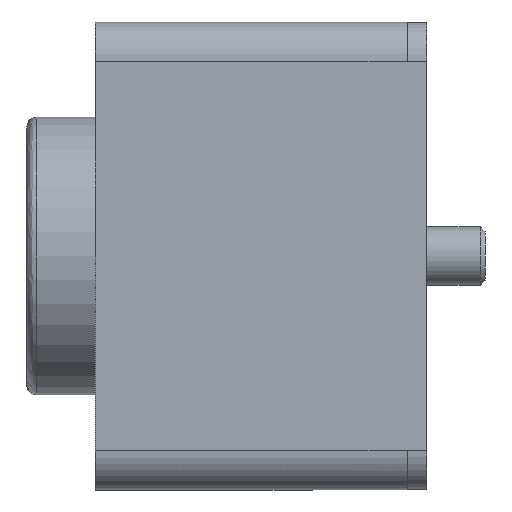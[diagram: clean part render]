
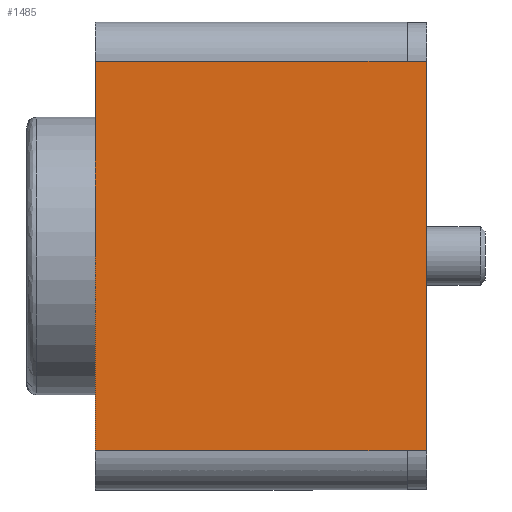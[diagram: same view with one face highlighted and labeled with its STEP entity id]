
A CAD part, front view. The second image highlights one B-rep face of the part: STEP entity #1485.
In plain terms, the highlighted planar face has unit normal (0, -1, 0).
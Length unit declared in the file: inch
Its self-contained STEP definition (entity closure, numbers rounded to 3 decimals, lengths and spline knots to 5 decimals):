
#53 = DIRECTION ( 'NONE',  ( -1., 0., 0. ) ) ;
#56 = CARTESIAN_POINT ( 'NONE',  ( 0., -1.29921, -0.7874 ) ) ;
#115 = VERTEX_POINT ( 'NONE', #56 ) ;
#157 = LINE ( 'NONE', #401, #189 ) ;
#163 = DIRECTION ( 'NONE',  ( 0., 1., 0. ) ) ;
#189 = VECTOR ( 'NONE', #351, 39.37008 ) ;
#225 = EDGE_CURVE ( 'NONE', #115, #266, #2894, .T. ) ;
#266 = VERTEX_POINT ( 'NONE', #2597 ) ;
#351 = DIRECTION ( 'NONE',  ( 1., 0., 0. ) ) ;
#376 = CARTESIAN_POINT ( 'NONE',  ( 1.25984, -1.29921, 0.7874 ) ) ;
#401 = CARTESIAN_POINT ( 'NONE',  ( 1.25984, -1.29921, 0.7874 ) ) ;
#404 = PLANE ( 'NONE',  #2615 ) ;
#427 = ORIENTED_EDGE ( 'NONE', *, *, #2749, .F. ) ;
#441 = VERTEX_POINT ( 'NONE', #2397 ) ;
#446 = EDGE_CURVE ( 'NONE', #266, #2782, #157, .T. ) ;
#454 = CARTESIAN_POINT ( 'NONE',  ( 1.25984, -1.29921, 0.7874 ) ) ;
#555 = VECTOR ( 'NONE', #909, 39.37008 ) ;
#566 = EDGE_CURVE ( 'NONE', #991, #115, #1188, .T. ) ;
#589 = LINE ( 'NONE', #647, #555 ) ;
#592 = CARTESIAN_POINT ( 'NONE',  ( 1.25984, -1.29921, -0.7874 ) ) ;
#647 = CARTESIAN_POINT ( 'NONE',  ( 1.25984, -1.29921, 0.7874 ) ) ;
#667 = LINE ( 'NONE', #454, #1955 ) ;
#755 = EDGE_CURVE ( 'NONE', #2884, #2099, #1536, .T. ) ;
#792 = ORIENTED_EDGE ( 'NONE', *, *, #225, .F. ) ;
#806 = ORIENTED_EDGE ( 'NONE', *, *, #2736, .F. ) ;
#845 = CARTESIAN_POINT ( 'NONE',  ( 1.25984, -1.29921, -0.78543 ) ) ;
#897 = DIRECTION ( 'NONE',  ( -1., 0., 0. ) ) ;
#909 = DIRECTION ( 'NONE',  ( 0., 0., -1. ) ) ;
#914 = DIRECTION ( 'NONE',  ( 0., 0., -1. ) ) ;
#931 = VECTOR ( 'NONE', #897, 39.37008 ) ;
#991 = VERTEX_POINT ( 'NONE', #592 ) ;
#1053 = DIRECTION ( 'NONE',  ( 0., 0., 1. ) ) ;
#1065 = EDGE_CURVE ( 'NONE', #2099, #441, #1357, .T. ) ;
#1097 = CARTESIAN_POINT ( 'NONE',  ( 1.25984, -1.29921, 0.7874 ) ) ;
#1106 = CARTESIAN_POINT ( 'NONE',  ( 0., -1.29921, 0.7874 ) ) ;
#1111 = EDGE_CURVE ( 'NONE', #1253, #991, #667, .T. ) ;
#1185 = EDGE_LOOP ( 'NONE', ( #2525, #2265, #427, #2338, #1521, #806, #1580, #792 ) ) ;
#1188 = LINE ( 'NONE', #1654, #2759 ) ;
#1227 = CARTESIAN_POINT ( 'NONE',  ( 1.33858, -1.29921, 0.78543 ) ) ;
#1253 = VERTEX_POINT ( 'NONE', #845 ) ;
#1255 = DIRECTION ( 'NONE',  ( 0., 0., 1. ) ) ;
#1357 = LINE ( 'NONE', #2904, #1597 ) ;
#1418 = VECTOR ( 'NONE', #1053, 39.37008 ) ;
#1485 = ADVANCED_FACE ( 'NONE', ( #2151 ), #404, .F. ) ;
#1521 = ORIENTED_EDGE ( 'NONE', *, *, #755, .F. ) ;
#1536 = LINE ( 'NONE', #2056, #2132 ) ;
#1580 = ORIENTED_EDGE ( 'NONE', *, *, #446, .F. ) ;
#1597 = VECTOR ( 'NONE', #914, 39.37008 ) ;
#1654 = CARTESIAN_POINT ( 'NONE',  ( 1.25984, -1.29921, -0.7874 ) ) ;
#1806 = DIRECTION ( 'NONE',  ( 0., 0., -1. ) ) ;
#1885 = CARTESIAN_POINT ( 'NONE',  ( 1.25984, -1.29921, 0.78543 ) ) ;
#1955 = VECTOR ( 'NONE', #1806, 39.37008 ) ;
#1994 = CARTESIAN_POINT ( 'NONE',  ( 1.33858, -1.29921, -0.78543 ) ) ;
#2006 = DIRECTION ( 'NONE',  ( 1., 0., 0. ) ) ;
#2056 = CARTESIAN_POINT ( 'NONE',  ( 1.33858, -1.29921, 0.78543 ) ) ;
#2099 = VERTEX_POINT ( 'NONE', #1227 ) ;
#2132 = VECTOR ( 'NONE', #2006, 39.37008 ) ;
#2151 = FACE_OUTER_BOUND ( 'NONE', #1185, .T. ) ;
#2226 = LINE ( 'NONE', #1994, #931 ) ;
#2265 = ORIENTED_EDGE ( 'NONE', *, *, #1111, .F. ) ;
#2338 = ORIENTED_EDGE ( 'NONE', *, *, #1065, .F. ) ;
#2397 = CARTESIAN_POINT ( 'NONE',  ( 1.33858, -1.29921, -0.78543 ) ) ;
#2525 = ORIENTED_EDGE ( 'NONE', *, *, #566, .F. ) ;
#2597 = CARTESIAN_POINT ( 'NONE',  ( 0., -1.29921, 0.7874 ) ) ;
#2615 = AXIS2_PLACEMENT_3D ( 'NONE', #376, #163, #1255 ) ;
#2736 = EDGE_CURVE ( 'NONE', #2782, #2884, #589, .T. ) ;
#2749 = EDGE_CURVE ( 'NONE', #441, #1253, #2226, .T. ) ;
#2759 = VECTOR ( 'NONE', #53, 39.37008 ) ;
#2782 = VERTEX_POINT ( 'NONE', #1097 ) ;
#2884 = VERTEX_POINT ( 'NONE', #1885 ) ;
#2894 = LINE ( 'NONE', #1106, #1418 ) ;
#2904 = CARTESIAN_POINT ( 'NONE',  ( 1.33858, -1.29921, 0.78543 ) ) ;
